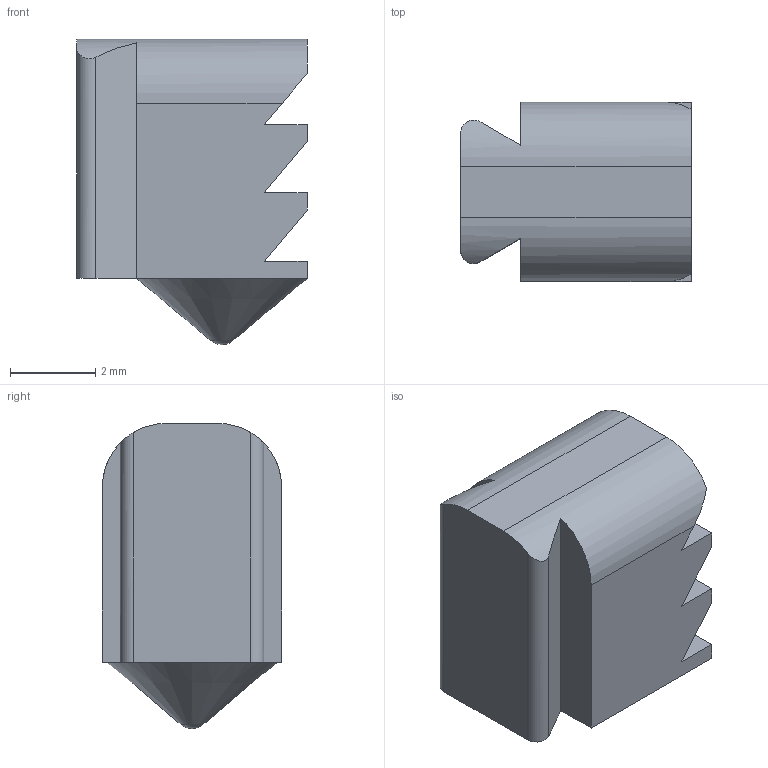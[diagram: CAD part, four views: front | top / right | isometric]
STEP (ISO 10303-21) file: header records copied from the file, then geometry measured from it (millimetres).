
FILE_DESCRIPTION(('FreeCAD Model'),'2;1');
FILE_NAME('Open CASCADE Shape Model','2023-10-24T22:31:01',(''),(''), 'Open CASCADE STEP processor 7.6','FreeCAD','Unknown');
FILE_SCHEMA(('AUTOMOTIVE_DESIGN { 1 0 10303 214 1 1 1 1 }'));
Length unit declared in the file: millimetre
Products named in the file (1): Glider
Bounding box: 5.4 x 4.2 x 7.16 mm (x, y, z)
Volume: 112.2 mm3; surface area: 165.6 mm2
Topology: 1 solids, 1 shells, 27 faces, 72 edges, 46 vertices
Faces by surface type: plane 21, cylinder 4, cone 1, sphere 1
Entity records: 889 total; most frequent: CARTESIAN_POINT 187, ORIENTED_EDGE 142, DIRECTION 141, EDGE_CURVE 71, LINE 53, VECTOR 53, VERTEX_POINT 46, AXIS2_PLACEMENT_3D 44
